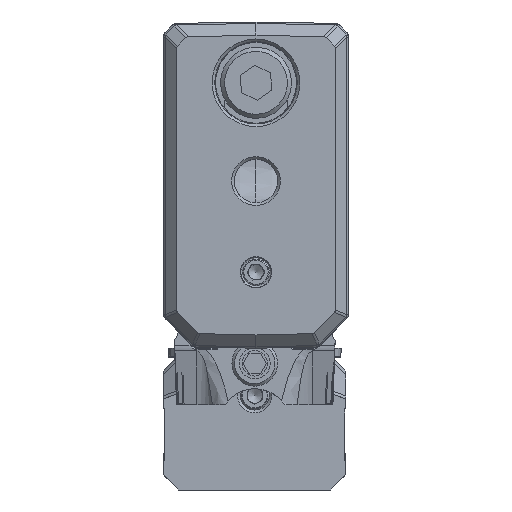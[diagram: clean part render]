
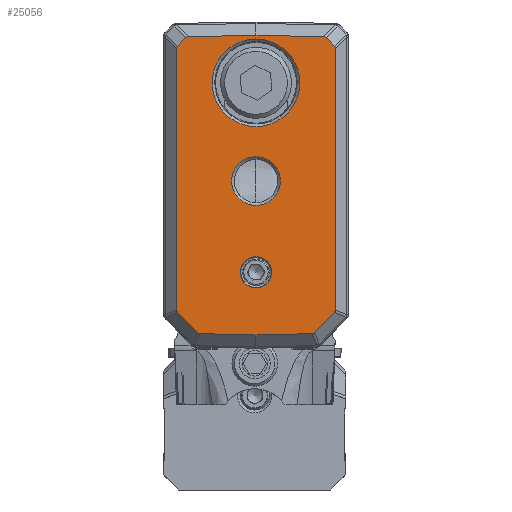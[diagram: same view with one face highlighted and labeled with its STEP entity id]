
A CAD part, front view. The second image highlights one B-rep face of the part: STEP entity #25056.
In plain terms, the highlighted planar face has unit normal (0, -1, 0).
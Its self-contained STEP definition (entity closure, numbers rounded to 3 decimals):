
#3125=FACE_BOUND('',#39143,.T.);
#3126=FACE_BOUND('',#39144,.T.);
#3127=FACE_BOUND('',#39145,.T.);
#3128=FACE_BOUND('',#39146,.T.);
#8951=ELLIPSE('',#117640,0.859,0.5);
#8952=ELLIPSE('',#117642,0.859,0.5);
#8953=ELLIPSE('',#117644,0.736,0.5);
#8954=ELLIPSE('',#117646,0.735,0.5);
#8955=ELLIPSE('',#117648,0.735,0.5);
#8956=ELLIPSE('',#117650,0.736,0.5);
#8957=ELLIPSE('',#117652,0.859,0.5);
#8958=ELLIPSE('',#117654,0.859,0.5);
#25056=ADVANCED_FACE('',(#3125,#3126,#3127,#3128),#27977,.T.);
#27977=PLANE('',#117750);
#39143=EDGE_LOOP('',(#64464,#64465,#64466,#64467,#64468,#64469,#64470,#64471,
#64472,#64473,#64474,#64475,#64476,#64477,#64478,#64479,#64480,#64481));
#39144=EDGE_LOOP('',(#64482));
#39145=EDGE_LOOP('',(#64483));
#39146=EDGE_LOOP('',(#64484));
#64464=ORIENTED_EDGE('',*,*,#87936,.T.);
#64465=ORIENTED_EDGE('',*,*,#87830,.T.);
#64466=ORIENTED_EDGE('',*,*,#87931,.T.);
#64467=ORIENTED_EDGE('',*,*,#87827,.T.);
#64468=ORIENTED_EDGE('',*,*,#87939,.T.);
#64469=ORIENTED_EDGE('',*,*,#87953,.T.);
#64470=ORIENTED_EDGE('',*,*,#87809,.T.);
#64471=ORIENTED_EDGE('',*,*,#87932,.T.);
#64472=ORIENTED_EDGE('',*,*,#87812,.T.);
#64473=ORIENTED_EDGE('',*,*,#87937,.T.);
#64474=ORIENTED_EDGE('',*,*,#87815,.T.);
#64475=ORIENTED_EDGE('',*,*,#87930,.T.);
#64476=ORIENTED_EDGE('',*,*,#87818,.T.);
#64477=ORIENTED_EDGE('',*,*,#87954,.T.);
#64478=ORIENTED_EDGE('',*,*,#87934,.T.);
#64479=ORIENTED_EDGE('',*,*,#87821,.T.);
#64480=ORIENTED_EDGE('',*,*,#87929,.T.);
#64481=ORIENTED_EDGE('',*,*,#87824,.T.);
#64482=ORIENTED_EDGE('',*,*,#87330,.T.);
#64483=ORIENTED_EDGE('',*,*,#87332,.T.);
#64484=ORIENTED_EDGE('',*,*,#87326,.T.);
#74346=VERTEX_POINT('',#198837);
#74350=VERTEX_POINT('',#198873);
#74352=VERTEX_POINT('',#198878);
#74673=VERTEX_POINT('',#202719);
#74674=VERTEX_POINT('',#202721);
#74675=VERTEX_POINT('',#202725);
#74676=VERTEX_POINT('',#202727);
#74677=VERTEX_POINT('',#202731);
#74678=VERTEX_POINT('',#202733);
#74679=VERTEX_POINT('',#202737);
#74680=VERTEX_POINT('',#202739);
#74681=VERTEX_POINT('',#202743);
#74682=VERTEX_POINT('',#202745);
#74683=VERTEX_POINT('',#202749);
#74684=VERTEX_POINT('',#202751);
#74685=VERTEX_POINT('',#202755);
#74686=VERTEX_POINT('',#202757);
#74687=VERTEX_POINT('',#202761);
#74688=VERTEX_POINT('',#202763);
#74740=VERTEX_POINT('',#203121);
#74741=VERTEX_POINT('',#203129);
#87326=EDGE_CURVE('',#74346,#74346,#107617,.T.);
#87330=EDGE_CURVE('',#74350,#74350,#107619,.T.);
#87332=EDGE_CURVE('',#74352,#74352,#107621,.T.);
#87809=EDGE_CURVE('',#74673,#74674,#8951,.T.);
#87812=EDGE_CURVE('',#74675,#74676,#8952,.T.);
#87815=EDGE_CURVE('',#74677,#74678,#8953,.T.);
#87818=EDGE_CURVE('',#74679,#74680,#8954,.T.);
#87821=EDGE_CURVE('',#74681,#74682,#8955,.T.);
#87824=EDGE_CURVE('',#74683,#74684,#8956,.T.);
#87827=EDGE_CURVE('',#74685,#74686,#8957,.T.);
#87830=EDGE_CURVE('',#74687,#74688,#8958,.T.);
#87929=EDGE_CURVE('',#74682,#74683,#96472,.T.);
#87930=EDGE_CURVE('',#74678,#74679,#96473,.T.);
#87931=EDGE_CURVE('',#74688,#74685,#96474,.T.);
#87932=EDGE_CURVE('',#74674,#74675,#96475,.T.);
#87934=EDGE_CURVE('',#74740,#74681,#96476,.T.);
#87936=EDGE_CURVE('',#74684,#74687,#96478,.T.);
#87937=EDGE_CURVE('',#74676,#74677,#96479,.T.);
#87939=EDGE_CURVE('',#74686,#74741,#96481,.T.);
#87953=EDGE_CURVE('',#74741,#74673,#96485,.T.);
#87954=EDGE_CURVE('',#74680,#74740,#96486,.T.);
#96472=LINE('',#203108,#104694);
#96473=LINE('',#203110,#104695);
#96474=LINE('',#203112,#104696);
#96475=LINE('',#203114,#104697);
#96476=LINE('',#203120,#104698);
#96478=LINE('',#203124,#104700);
#96479=LINE('',#203126,#104701);
#96481=LINE('',#203130,#104703);
#96485=LINE('',#203165,#104707);
#96486=LINE('',#203166,#104708);
#104694=VECTOR('',#140838,1.);
#104695=VECTOR('',#140841,1.);
#104696=VECTOR('',#140844,1.);
#104697=VECTOR('',#140847,1.);
#104698=VECTOR('',#140856,1.);
#104700=VECTOR('',#140860,1.);
#104701=VECTOR('',#140863,1.);
#104703=VECTOR('',#140867,1.);
#104707=VECTOR('',#140907,1.);
#104708=VECTOR('',#140908,1.);
#107617=CIRCLE('',#117372,2.4);
#107619=CIRCLE('',#117376,1.55);
#107621=CIRCLE('',#117379,4.323);
#117372=AXIS2_PLACEMENT_3D('',#198836,#139881,#139882);
#117376=AXIS2_PLACEMENT_3D('',#198872,#139889,#139890);
#117379=AXIS2_PLACEMENT_3D('',#198877,#139895,#139896);
#117640=AXIS2_PLACEMENT_3D('',#202722,#140614,#140615);
#117642=AXIS2_PLACEMENT_3D('',#202728,#140620,#140621);
#117644=AXIS2_PLACEMENT_3D('',#202734,#140626,#140627);
#117646=AXIS2_PLACEMENT_3D('',#202740,#140632,#140633);
#117648=AXIS2_PLACEMENT_3D('',#202746,#140638,#140639);
#117650=AXIS2_PLACEMENT_3D('',#202752,#140644,#140645);
#117652=AXIS2_PLACEMENT_3D('',#202758,#140650,#140651);
#117654=AXIS2_PLACEMENT_3D('',#202764,#140656,#140657);
#117750=AXIS2_PLACEMENT_3D('',#203167,#140909,#140910);
#139881=DIRECTION('',(0.,1.,0.));
#139882=DIRECTION('',(0.,0.,-1.));
#139889=DIRECTION('',(0.,1.,0.));
#139890=DIRECTION('',(0.,0.,-1.));
#139895=DIRECTION('',(0.,1.,0.));
#139896=DIRECTION('',(0.,0.,-1.));
#140614=DIRECTION('',(0.,-1.,0.));
#140615=DIRECTION('',(0.716,0.,-0.698));
#140620=DIRECTION('',(0.,-1.,0.));
#140621=DIRECTION('',(0.716,0.,-0.698));
#140626=DIRECTION('',(0.,-1.,0.));
#140627=DIRECTION('',(-0.926,0.,-0.379));
#140632=DIRECTION('',(0.,-1.,0.));
#140633=DIRECTION('',(-0.398,0.,-0.917));
#140638=DIRECTION('',(0.,-1.,0.));
#140639=DIRECTION('',(-0.398,0.,0.917));
#140644=DIRECTION('',(0.,-1.,0.));
#140645=DIRECTION('',(-0.926,0.,0.379));
#140650=DIRECTION('',(0.,-1.,0.));
#140651=DIRECTION('',(0.716,0.,0.698));
#140656=DIRECTION('',(0.,-1.,0.));
#140657=DIRECTION('',(0.716,0.,0.698));
#140838=DIRECTION('',(0.701,0.,0.713));
#140841=DIRECTION('',(0.701,0.,-0.713));
#140844=DIRECTION('',(-0.698,0.,0.716));
#140847=DIRECTION('',(-0.698,0.,-0.716));
#140856=DIRECTION('',(1.,0.,0.025));
#140860=DIRECTION('',(0.,0.,1.));
#140863=DIRECTION('',(0.,0.,-1.));
#140867=DIRECTION('',(-1.,0.,0.025));
#140907=DIRECTION('',(-1.,0.,-0.025));
#140908=DIRECTION('',(1.,0.,-0.025));
#140909=DIRECTION('',(0.,-1.,0.));
#140910=DIRECTION('',(0.,0.,-1.));
#198836=CARTESIAN_POINT('',(0.125,-28.5,-15.7));
#198837=CARTESIAN_POINT('',(0.125,-28.5,-18.1));
#198872=CARTESIAN_POINT('',(0.125,-28.5,-24.7));
#198873=CARTESIAN_POINT('',(0.125,-28.5,-26.25));
#198877=CARTESIAN_POINT('',(0.125,-28.5,-6.));
#198878=CARTESIAN_POINT('',(0.125,-28.5,-10.323));
#202719=CARTESIAN_POINT('',(-6.564,-28.5,-1.465));
#202721=CARTESIAN_POINT('',(-6.816,-28.5,-1.564));
#202722=CARTESIAN_POINT('',(-6.201,-28.5,-2.163));
#202725=CARTESIAN_POINT('',(-7.608,-28.5,-2.375));
#202727=CARTESIAN_POINT('',(-7.7,-28.5,-2.63));
#202728=CARTESIAN_POINT('',(-6.993,-28.5,-2.975));
#202731=CARTESIAN_POINT('',(-7.7,-28.5,-28.416));
#202733=CARTESIAN_POINT('',(-7.599,-28.5,-28.664));
#202734=CARTESIAN_POINT('',(-6.993,-28.5,-28.272));
#202737=CARTESIAN_POINT('',(-5.639,-28.5,-30.658));
#202739=CARTESIAN_POINT('',(-5.396,-28.5,-30.764));
#202740=CARTESIAN_POINT('',(-5.235,-28.5,-30.06));
#202743=CARTESIAN_POINT('',(5.646,-28.5,-30.764));
#202745=CARTESIAN_POINT('',(5.889,-28.5,-30.658));
#202746=CARTESIAN_POINT('',(5.485,-28.5,-30.06));
#202749=CARTESIAN_POINT('',(7.849,-28.5,-28.664));
#202751=CARTESIAN_POINT('',(7.95,-28.5,-28.416));
#202752=CARTESIAN_POINT('',(7.243,-28.5,-28.272));
#202755=CARTESIAN_POINT('',(7.066,-28.5,-1.564));
#202757=CARTESIAN_POINT('',(6.814,-28.5,-1.465));
#202758=CARTESIAN_POINT('',(6.451,-28.5,-2.163));
#202761=CARTESIAN_POINT('',(7.95,-28.5,-2.63));
#202763=CARTESIAN_POINT('',(7.858,-28.5,-2.375));
#202764=CARTESIAN_POINT('',(7.243,-28.5,-2.975));
#203108=CARTESIAN_POINT('',(-2.196,-28.5,-38.886));
#203110=CARTESIAN_POINT('',(-6.519,-28.5,-29.762));
#203112=CARTESIAN_POINT('',(14.544,-28.5,-9.227));
#203114=CARTESIAN_POINT('',(-23.195,-28.5,-18.349));
#203120=CARTESIAN_POINT('',(-9.027,-28.5,-31.126));
#203121=CARTESIAN_POINT('',(0.125,-28.5,-30.9));
#203124=CARTESIAN_POINT('',(7.95,-28.5,-32.2));
#203126=CARTESIAN_POINT('',(-7.7,-28.5,-32.2));
#203129=CARTESIAN_POINT('',(0.125,-28.5,-1.3));
#203130=CARTESIAN_POINT('',(-8.232,-28.5,-1.094));
#203165=CARTESIAN_POINT('',(-9.757,-28.5,-1.544));
#203166=CARTESIAN_POINT('',(-8.962,-28.5,-30.676));
#203167=CARTESIAN_POINT('',(-9.,-28.5,-32.2));
